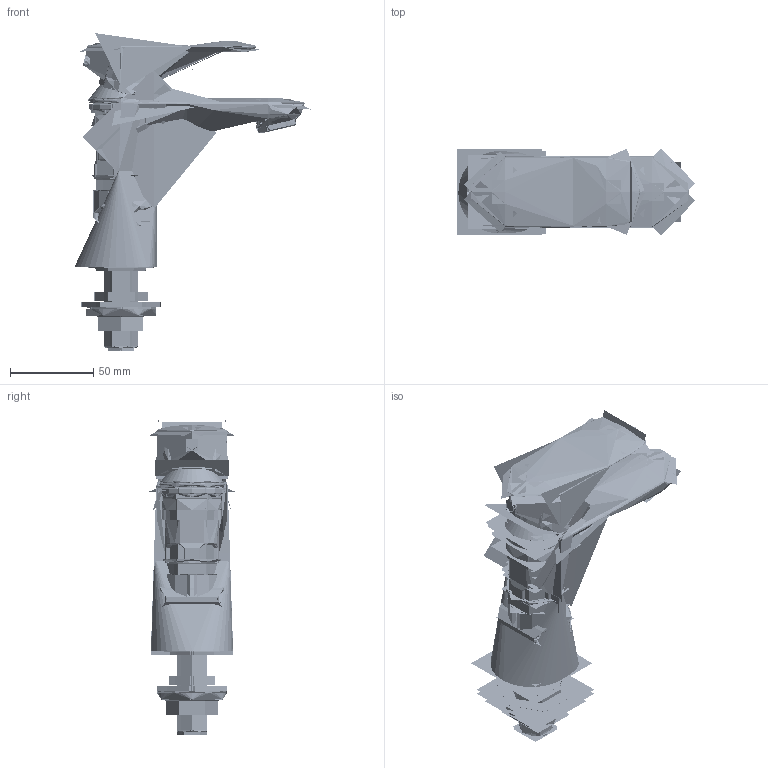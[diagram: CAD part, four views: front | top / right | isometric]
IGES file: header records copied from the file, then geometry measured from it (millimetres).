
Start section:  PTC IGES file: ffas1m06-101500bf0_ehm_wt-_ohm__asm.igs
Global section: file name: ffas1m06-101500bf0_ehm_wt-_ohm__asm.igs; native system: Creo Parametric by PTC Inc.; preprocessor: 2022162; author: 10114249; organization: Unknown; date: 20221019.162232; units: millimetre
Bounding box: 143.55 x 52.18 x 191.17 mm (x, y, z)
Volume: 185071.3 mm3; surface area: 652438.9 mm2
Topology: 30 solids, 32 shells, 13792 faces, 70205 edges, 87784 vertices
Faces by surface type: bspline 7294, revolution 6478, extrusion 20
